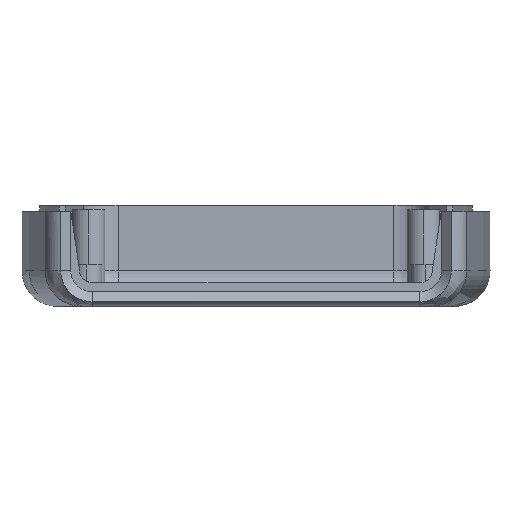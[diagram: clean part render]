
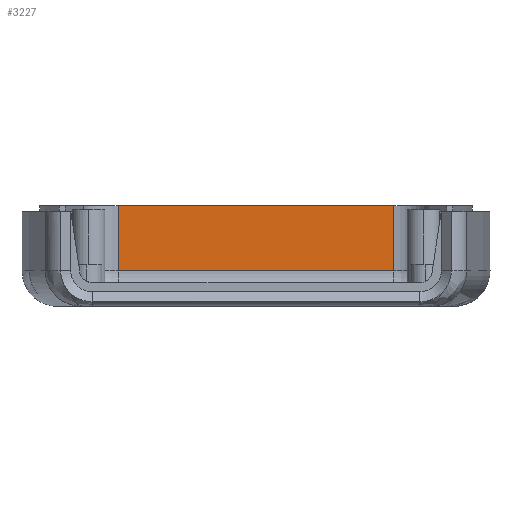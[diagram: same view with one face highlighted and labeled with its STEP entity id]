
A CAD part, left-side view. The second image highlights one B-rep face of the part: STEP entity #3227.
In plain terms, the highlighted planar face has unit normal (-1, 0, 0).
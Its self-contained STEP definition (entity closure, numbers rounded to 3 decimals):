
#75 = AXIS2_PLACEMENT_3D ( 'NONE', #4129, #4130, #4138 ) ;
#165 = EDGE_LOOP ( 'NONE', ( #4199, #339, #4161, #4188 ) ) ;
#339 = ORIENTED_EDGE ( 'NONE', *, *, #4373, .T. ) ;
#1261 = CARTESIAN_POINT ( 'NONE',  ( 56., -23.2, 17. ) ) ;
#1262 = CARTESIAN_POINT ( 'NONE',  ( 56., 23.2, 17. ) ) ;
#2454 = DIRECTION ( 'NONE',  ( 0., 1., 0. ) ) ;
#2479 = LINE ( 'NONE', #2486, #2825 ) ;
#2486 = CARTESIAN_POINT ( 'NONE',  ( 56., 23.2, 2.5 ) ) ;
#2487 = CARTESIAN_POINT ( 'NONE',  ( 56., 39.5, 17. ) ) ;
#2494 = LINE ( 'NONE', #2487, #2913 ) ;
#2502 = DIRECTION ( 'NONE',  ( 0., 0., -1. ) ) ;
#2554 = DIRECTION ( 'NONE',  ( 0., -1., 0. ) ) ;
#2561 = CARTESIAN_POINT ( 'NONE',  ( 56., -39.5, 6. ) ) ;
#2562 = LINE ( 'NONE', #2561, #2809 ) ;
#2576 = CARTESIAN_POINT ( 'NONE',  ( 56., -23.2, 17. ) ) ;
#2578 = DIRECTION ( 'NONE',  ( 0., 0., 1. ) ) ;
#2589 = LINE ( 'NONE', #2576, #2824 ) ;
#2809 = VECTOR ( 'NONE', #2554, 1000. ) ;
#2824 = VECTOR ( 'NONE', #2578, 1000. ) ;
#2825 = VECTOR ( 'NONE', #2502, 1000. ) ;
#2913 = VECTOR ( 'NONE', #2454, 1000. ) ;
#3161 = VERTEX_POINT ( 'NONE', #3863 ) ;
#3174 = VERTEX_POINT ( 'NONE', #3884 ) ;
#3227 = ADVANCED_FACE ( 'NONE', ( #4137 ), #4145, .T. ) ;
#3735 = VERTEX_POINT ( 'NONE', #1261 ) ;
#3738 = VERTEX_POINT ( 'NONE', #1262 ) ;
#3863 = CARTESIAN_POINT ( 'NONE',  ( 56., -23.2, 6. ) ) ;
#3884 = CARTESIAN_POINT ( 'NONE',  ( 56., 23.2, 6. ) ) ;
#4129 = CARTESIAN_POINT ( 'NONE',  ( 56., -39.5, 17. ) ) ;
#4130 = DIRECTION ( 'NONE',  ( -1., 0., 0. ) ) ;
#4137 = FACE_OUTER_BOUND ( 'NONE', #165, .T. ) ;
#4138 = DIRECTION ( 'NONE',  ( 0., 0., 1. ) ) ;
#4145 = PLANE ( 'NONE',  #75 ) ;
#4161 = ORIENTED_EDGE ( 'NONE', *, *, #4374, .T. ) ;
#4188 = ORIENTED_EDGE ( 'NONE', *, *, #4348, .T. ) ;
#4199 = ORIENTED_EDGE ( 'NONE', *, *, #4365, .T. ) ;
#4348 = EDGE_CURVE ( 'NONE', #3735, #3738, #2494, .T. ) ;
#4365 = EDGE_CURVE ( 'NONE', #3738, #3174, #2479, .T. ) ;
#4373 = EDGE_CURVE ( 'NONE', #3174, #3161, #2562, .T. ) ;
#4374 = EDGE_CURVE ( 'NONE', #3161, #3735, #2589, .T. ) ;
